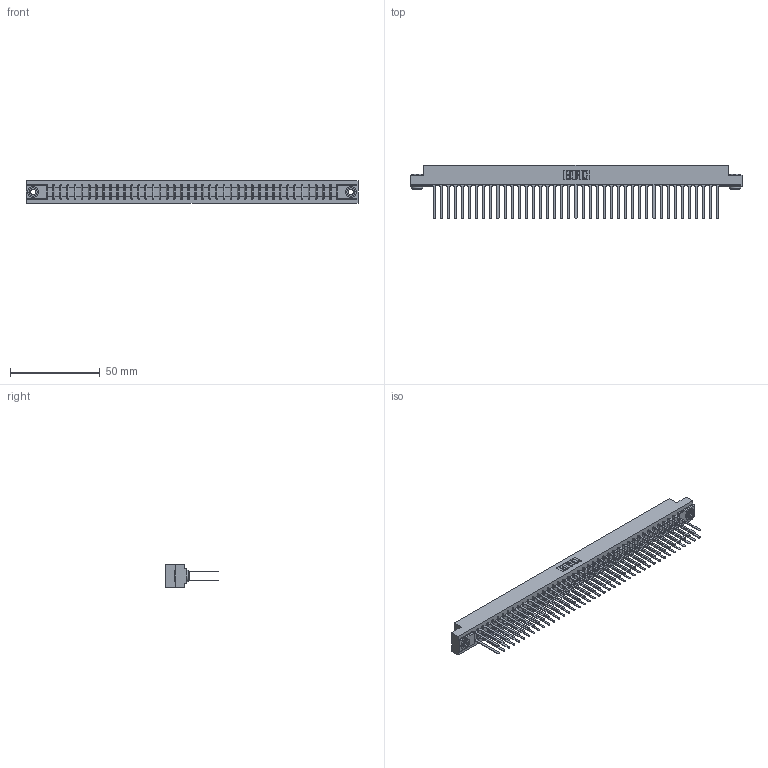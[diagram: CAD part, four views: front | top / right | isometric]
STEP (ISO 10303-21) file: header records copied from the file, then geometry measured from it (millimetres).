
FILE_DESCRIPTION (( 'STEP AP203' ), '1' );
FILE_NAME ('307-082-440-203.STEP', '2020-10-01T10:23:34', ( '' ), ( '' ), 'SwSTEP 2.0', 'SolidWorks 2020', '' );
FILE_SCHEMA (( 'CONFIG_CONTROL_DESIGN' ));
Length unit declared in the file: inch
Products named in the file (4): 307-290-001_540; 307-082-440-203; 307 Part_.156 Dia Mounting Holes; 345-250-002_345-250-002-102
Assembly tree (85 placements, depth 2):
  307-082-440-203
    307 Part_.156 Dia Mounting Holes
    307-290-001_540  x82
    345-250-002_345-250-002-102  x2
Bounding box: 185.47 x 30 x 12.7 mm (x, y, z)
Volume: 20174.7 mm3; surface area: 27650.3 mm2
Topology: 85 solids, 85 shells, 3984 faces, 11095 edges, 7170 vertices
Faces by surface type: plane 2636, cylinder 1256, sphere 84, cone 8
Entity records: 37617 total; most frequent: CARTESIAN_POINT 6134, ORIENTED_EDGE 6070, DIRECTION 6023, EDGE_CURVE 3035, VECTOR 2321, LINE 2321, VERTEX_POINT 1962, AXIS2_PLACEMENT_3D 1851
